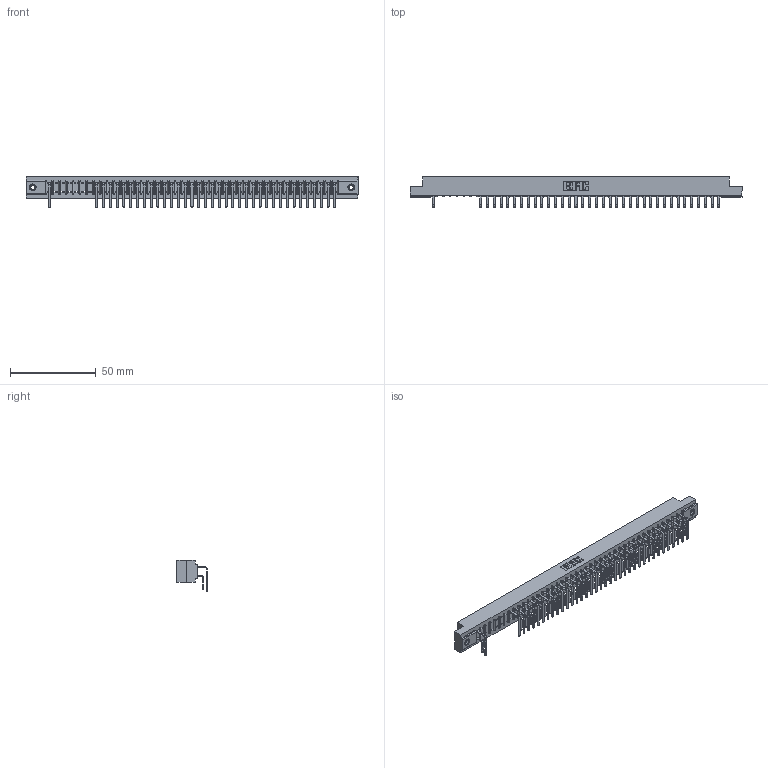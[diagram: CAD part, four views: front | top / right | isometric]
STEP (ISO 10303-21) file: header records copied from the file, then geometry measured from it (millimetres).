
FILE_DESCRIPTION (( 'STEP AP203' ), '1' );
FILE_NAME ('307-043-559-107.STEP', '2018-08-05T19:30:19', ( '' ), ( '' ), 'SwSTEP 2.0', 'SolidWorks 2016', '' );
FILE_SCHEMA (( 'CONFIG_CONTROL_DESIGN' ));
Length unit declared in the file: inch
Products named in the file (5): 345-250-001_345-250-005-103; 307-043-559-107; 307 Part_.156 Dia Mounting Holes; 307-290-001_558 559 - 1 (Single); 307-290-001_559 - 2 (Single)
Assembly tree (76 placements, depth 2):
  307-043-559-107
    307 Part_.156 Dia Mounting Holes
    307-290-001_558 559 - 1 (Single)  x36
    307-290-001_559 - 2 (Single)  x37
    345-250-001_345-250-005-103  x2
Bounding box: 193.4 x 17.69 x 18.07 mm (x, y, z)
Volume: 20715.9 mm3; surface area: 26191.4 mm2
Topology: 76 solids, 76 shells, 4002 faces, 11241 edges, 7270 vertices
Faces by surface type: plane 2589, cylinder 1309, sphere 88, cone 12, torus 4
Entity records: 40332 total; most frequent: CARTESIAN_POINT 6639, ORIENTED_EDGE 6586, DIRECTION 6497, EDGE_CURVE 3293, VECTOR 2525, LINE 2525, VERTEX_POINT 2128, AXIS2_PLACEMENT_3D 1986
